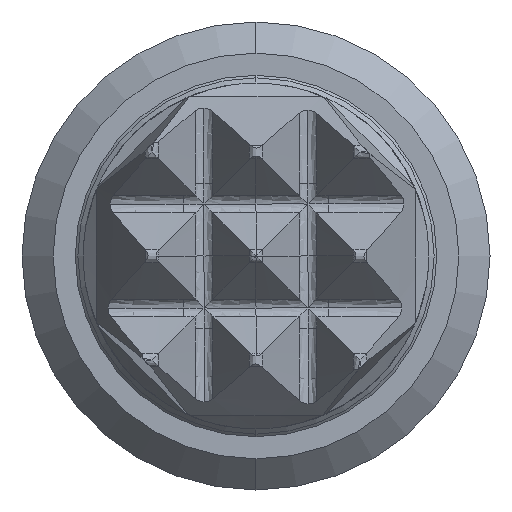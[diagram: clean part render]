
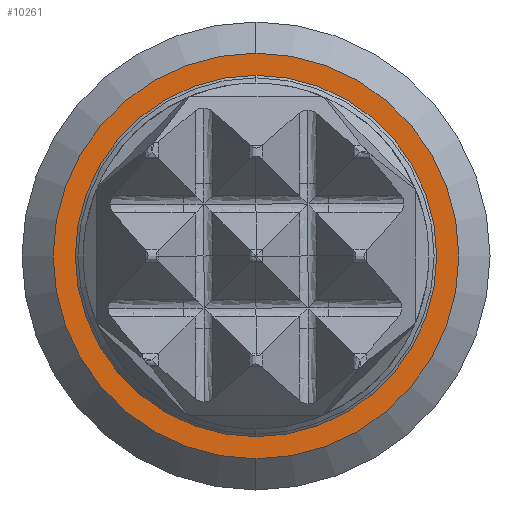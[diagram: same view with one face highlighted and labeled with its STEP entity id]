
A CAD part, left-side view. The second image highlights one B-rep face of the part: STEP entity #10261.
In plain terms, the highlighted planar face has unit normal (-1, 0, 0).
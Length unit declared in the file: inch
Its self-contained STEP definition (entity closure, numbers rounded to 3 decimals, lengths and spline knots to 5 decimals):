
#20 = CARTESIAN_POINT ( 'NONE',  ( -0.323, 0., 0. ) ) ;
#587 = FACE_OUTER_BOUND ( 'NONE', #7226, .T. ) ;
#841 = AXIS2_PLACEMENT_3D ( 'NONE', #20, #5389, #5528 ) ;
#1176 = DIRECTION ( 'NONE',  ( 0., 0., -1. ) ) ;
#1592 = EDGE_LOOP ( 'NONE', ( #5410, #9846 ) ) ;
#1681 = EDGE_CURVE ( 'NONE', #10295, #8592, #2872, .T. ) ;
#1682 = VERTEX_POINT ( 'NONE', #8210 ) ;
#2091 = VERTEX_POINT ( 'NONE', #10951 ) ;
#2194 = CARTESIAN_POINT ( 'NONE',  ( -0.323, 0., 0. ) ) ;
#2293 = DIRECTION ( 'NONE',  ( -1., 0., 0. ) ) ;
#2301 = CARTESIAN_POINT ( 'NONE',  ( -0.323, 0., 0. ) ) ;
#2872 = CIRCLE ( 'NONE', #10357, 0.039 ) ;
#3430 = AXIS2_PLACEMENT_3D ( 'NONE', #8752, #8740, #8735 ) ;
#3774 = DIRECTION ( 'NONE',  ( -1., 0., 0. ) ) ;
#3782 = CARTESIAN_POINT ( 'NONE',  ( -0.323, 0., -0.039 ) ) ;
#3975 = CIRCLE ( 'NONE', #3430, 0.03475 ) ;
#4614 = ORIENTED_EDGE ( 'NONE', *, *, #1681, .T. ) ;
#5297 = AXIS2_PLACEMENT_3D ( 'NONE', #2301, #2293, #1176 ) ;
#5389 = DIRECTION ( 'NONE',  ( 1., 0., 0. ) ) ;
#5410 = ORIENTED_EDGE ( 'NONE', *, *, #7946, .T. ) ;
#5528 = DIRECTION ( 'NONE',  ( 0., 0., -1. ) ) ;
#6073 = FACE_BOUND ( 'NONE', #1592, .T. ) ;
#6435 = DIRECTION ( 'NONE',  ( 0., 0., -1. ) ) ;
#6765 = AXIS2_PLACEMENT_3D ( 'NONE', #7636, #7621, #7619 ) ;
#7226 = EDGE_LOOP ( 'NONE', ( #9998, #4614 ) ) ;
#7619 = DIRECTION ( 'NONE',  ( 0., 0., -1. ) ) ;
#7621 = DIRECTION ( 'NONE',  ( 1., 0., 0. ) ) ;
#7636 = CARTESIAN_POINT ( 'NONE',  ( -0.323, 0., 0. ) ) ;
#7739 = CARTESIAN_POINT ( 'NONE',  ( -0.323, 0., 0.039 ) ) ;
#7764 = PLANE ( 'NONE',  #6765 ) ;
#7946 = EDGE_CURVE ( 'NONE', #1682, #2091, #10067, .T. ) ;
#8210 = CARTESIAN_POINT ( 'NONE',  ( -0.323, 0., 0.03475 ) ) ;
#8592 = VERTEX_POINT ( 'NONE', #3782 ) ;
#8735 = DIRECTION ( 'NONE',  ( 0., 0., -1. ) ) ;
#8740 = DIRECTION ( 'NONE',  ( 1., 0., 0. ) ) ;
#8752 = CARTESIAN_POINT ( 'NONE',  ( -0.323, 0., 0. ) ) ;
#9846 = ORIENTED_EDGE ( 'NONE', *, *, #9923, .T. ) ;
#9923 = EDGE_CURVE ( 'NONE', #2091, #1682, #3975, .T. ) ;
#9998 = ORIENTED_EDGE ( 'NONE', *, *, #11136, .T. ) ;
#10067 = CIRCLE ( 'NONE', #841, 0.03475 ) ;
#10261 = ADVANCED_FACE ( 'NONE', ( #587, #6073 ), #7764, .F. ) ;
#10295 = VERTEX_POINT ( 'NONE', #7739 ) ;
#10357 = AXIS2_PLACEMENT_3D ( 'NONE', #2194, #3774, #6435 ) ;
#10847 = CIRCLE ( 'NONE', #5297, 0.039 ) ;
#10951 = CARTESIAN_POINT ( 'NONE',  ( -0.323, 0., -0.03475 ) ) ;
#11136 = EDGE_CURVE ( 'NONE', #8592, #10295, #10847, .T. ) ;
